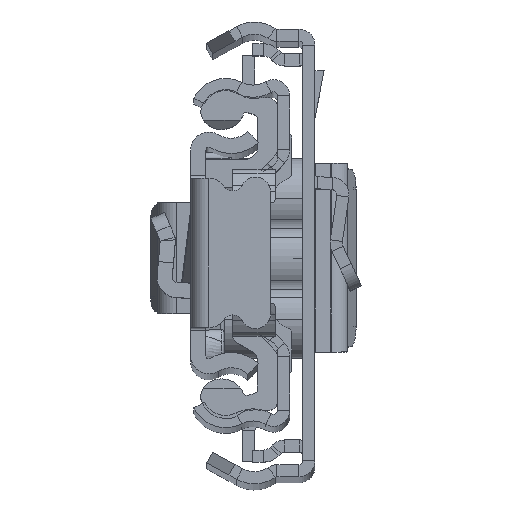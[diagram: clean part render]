
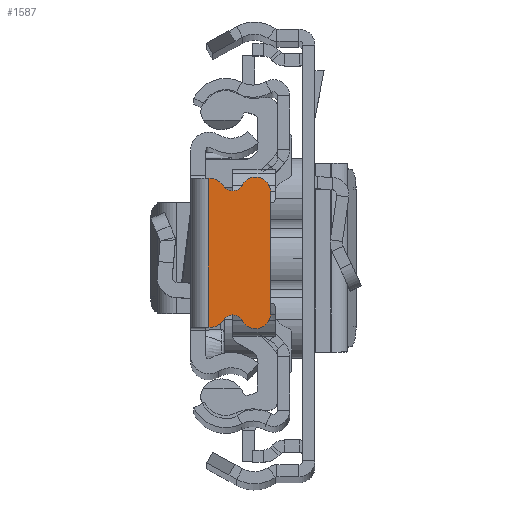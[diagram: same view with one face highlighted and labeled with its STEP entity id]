
A CAD part, top view. The second image highlights one B-rep face of the part: STEP entity #1587.
In plain terms, the highlighted planar face has unit normal (0, 0, 1).
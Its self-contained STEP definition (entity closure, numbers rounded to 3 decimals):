
#280 = CARTESIAN_POINT ( 'NONE',  ( 344.071, 0., 0. ) ) ;
#1116 = EDGE_CURVE ( 'NONE', #2348, #4923, #22954, .T. ) ;
#1131 = DIRECTION ( 'NONE',  ( 0., 0., 1. ) ) ;
#1193 = CARTESIAN_POINT ( 'NONE',  ( -1.929, 7.37, 0. ) ) ;
#1587 = ADVANCED_FACE ( 'NONE', ( #6434 ), #14296, .T. ) ;
#2036 = CARTESIAN_POINT ( 'NONE',  ( -7.929, -6., 0. ) ) ;
#2165 = CARTESIAN_POINT ( 'NONE',  ( -6.429, 6., 0. ) ) ;
#2348 = VERTEX_POINT ( 'NONE', #6275 ) ;
#2434 = CARTESIAN_POINT ( 'NONE',  ( -1.75, -7.37, 0. ) ) ;
#2503 = CIRCLE ( 'NONE', #9872, 1.5 ) ;
#3360 = VERTEX_POINT ( 'NONE', #25405 ) ;
#3626 = ORIENTED_EDGE ( 'NONE', *, *, #14778, .T. ) ;
#3701 = AXIS2_PLACEMENT_3D ( 'NONE', #9887, #20709, #14652 ) ;
#3995 = EDGE_CURVE ( 'NONE', #21805, #15871, #21818, .T. ) ;
#4646 = CARTESIAN_POINT ( 'NONE',  ( -1.75, 7.37, 0. ) ) ;
#4923 = VERTEX_POINT ( 'NONE', #21854 ) ;
#5406 = LINE ( 'NONE', #15319, #20980 ) ;
#5762 = DIRECTION ( 'NONE',  ( 1., 0., 0. ) ) ;
#5803 = ORIENTED_EDGE ( 'NONE', *, *, #1116, .T. ) ;
#6275 = CARTESIAN_POINT ( 'NONE',  ( -3.206, 6.658, 0. ) ) ;
#6434 = FACE_OUTER_BOUND ( 'NONE', #9221, .T. ) ;
#7221 = ORIENTED_EDGE ( 'NONE', *, *, #3995, .F. ) ;
#8030 = EDGE_CURVE ( 'NONE', #3360, #13375, #5406, .T. ) ;
#8097 = AXIS2_PLACEMENT_3D ( 'NONE', #2165, #25484, #15686 ) ;
#8285 = CARTESIAN_POINT ( 'NONE',  ( -1.75, 0., 0. ) ) ;
#8303 = VECTOR ( 'NONE', #12780, 1000. ) ;
#8370 = EDGE_CURVE ( 'NONE', #13375, #9352, #2503, .T. ) ;
#8765 = VERTEX_POINT ( 'NONE', #13605 ) ;
#9041 = DIRECTION ( 'NONE',  ( -1., 0., 0. ) ) ;
#9209 = AXIS2_PLACEMENT_3D ( 'NONE', #13837, #19159, #17726 ) ;
#9221 = EDGE_LOOP ( 'NONE', ( #7221, #21252, #12468, #5803, #3626, #21524, #24836, #17105, #20625, #16739 ) ) ;
#9228 = AXIS2_PLACEMENT_3D ( 'NONE', #13473, #11914, #21472 ) ;
#9352 = VERTEX_POINT ( 'NONE', #24388 ) ;
#9872 = AXIS2_PLACEMENT_3D ( 'NONE', #24586, #1131, #14776 ) ;
#9887 = CARTESIAN_POINT ( 'NONE',  ( -4.142, -7.236, 0. ) ) ;
#10311 = DIRECTION ( 'NONE',  ( 0., 0., 1. ) ) ;
#11914 = DIRECTION ( 'NONE',  ( 0., 0., 1. ) ) ;
#11949 = CARTESIAN_POINT ( 'NONE',  ( -3.206, -6.658, 0. ) ) ;
#12250 = EDGE_CURVE ( 'NONE', #20373, #2348, #14117, .T. ) ;
#12262 = CARTESIAN_POINT ( 'NONE',  ( -1.929, 7.37, 0. ) ) ;
#12468 = ORIENTED_EDGE ( 'NONE', *, *, #12250, .T. ) ;
#12780 = DIRECTION ( 'NONE',  ( 1., 0., 0. ) ) ;
#13359 = CARTESIAN_POINT ( 'NONE',  ( -4.142, 7.236, 0. ) ) ;
#13375 = VERTEX_POINT ( 'NONE', #2036 ) ;
#13473 = CARTESIAN_POINT ( 'NONE',  ( -1.929, -5.87, 0. ) ) ;
#13605 = CARTESIAN_POINT ( 'NONE',  ( -1.929, -7.37, 0. ) ) ;
#13837 = CARTESIAN_POINT ( 'NONE',  ( -1.929, 5.87, 0. ) ) ;
#14117 = CIRCLE ( 'NONE', #9209, 1.5 ) ;
#14172 = DIRECTION ( 'NONE',  ( 1., 0., 0. ) ) ;
#14296 = PLANE ( 'NONE',  #23323 ) ;
#14652 = DIRECTION ( 'NONE',  ( -1., 0., 0. ) ) ;
#14776 = DIRECTION ( 'NONE',  ( 1., 0., 0. ) ) ;
#14778 = EDGE_CURVE ( 'NONE', #4923, #3360, #22926, .T. ) ;
#15121 = AXIS2_PLACEMENT_3D ( 'NONE', #13359, #25229, #5762 ) ;
#15219 = CARTESIAN_POINT ( 'NONE',  ( -1.929, -7.37, 0. ) ) ;
#15319 = CARTESIAN_POINT ( 'NONE',  ( -7.929, -6., 0. ) ) ;
#15603 = CIRCLE ( 'NONE', #3701, 1.1 ) ;
#15686 = DIRECTION ( 'NONE',  ( -1., 0., 0. ) ) ;
#15871 = VERTEX_POINT ( 'NONE', #2434 ) ;
#15924 = VERTEX_POINT ( 'NONE', #11949 ) ;
#16573 = EDGE_CURVE ( 'NONE', #15924, #8765, #18676, .T. ) ;
#16739 = ORIENTED_EDGE ( 'NONE', *, *, #19353, .F. ) ;
#17105 = ORIENTED_EDGE ( 'NONE', *, *, #22250, .T. ) ;
#17726 = DIRECTION ( 'NONE',  ( -1., 0., 0. ) ) ;
#18067 = LINE ( 'NONE', #12262, #8303 ) ;
#18676 = CIRCLE ( 'NONE', #9228, 1.5 ) ;
#19159 = DIRECTION ( 'NONE',  ( 0., 0., 1. ) ) ;
#19353 = EDGE_CURVE ( 'NONE', #15871, #8765, #20891, .T. ) ;
#20373 = VERTEX_POINT ( 'NONE', #1193 ) ;
#20625 = ORIENTED_EDGE ( 'NONE', *, *, #16573, .T. ) ;
#20709 = DIRECTION ( 'NONE',  ( 0., 0., -1. ) ) ;
#20891 = LINE ( 'NONE', #15219, #22787 ) ;
#20980 = VECTOR ( 'NONE', #24998, 1000. ) ;
#21252 = ORIENTED_EDGE ( 'NONE', *, *, #22694, .F. ) ;
#21472 = DIRECTION ( 'NONE',  ( 1., 0., 0. ) ) ;
#21524 = ORIENTED_EDGE ( 'NONE', *, *, #8030, .T. ) ;
#21805 = VERTEX_POINT ( 'NONE', #4646 ) ;
#21818 = LINE ( 'NONE', #8285, #24106 ) ;
#21854 = CARTESIAN_POINT ( 'NONE',  ( -5.109, 6.713, 0. ) ) ;
#22250 = EDGE_CURVE ( 'NONE', #9352, #15924, #15603, .T. ) ;
#22694 = EDGE_CURVE ( 'NONE', #20373, #21805, #18067, .T. ) ;
#22787 = VECTOR ( 'NONE', #9041, 1000. ) ;
#22926 = CIRCLE ( 'NONE', #8097, 1.5 ) ;
#22954 = CIRCLE ( 'NONE', #15121, 1.1 ) ;
#23323 = AXIS2_PLACEMENT_3D ( 'NONE', #280, #10311, #14172 ) ;
#24012 = DIRECTION ( 'NONE',  ( 0., -1., 0. ) ) ;
#24106 = VECTOR ( 'NONE', #24012, 1000. ) ;
#24388 = CARTESIAN_POINT ( 'NONE',  ( -5.109, -6.713, 0. ) ) ;
#24586 = CARTESIAN_POINT ( 'NONE',  ( -6.429, -6., 0. ) ) ;
#24836 = ORIENTED_EDGE ( 'NONE', *, *, #8370, .T. ) ;
#24998 = DIRECTION ( 'NONE',  ( 0., -1., 0. ) ) ;
#25229 = DIRECTION ( 'NONE',  ( 0., 0., -1. ) ) ;
#25405 = CARTESIAN_POINT ( 'NONE',  ( -7.929, 6., 0. ) ) ;
#25484 = DIRECTION ( 'NONE',  ( 0., 0., 1. ) ) ;
